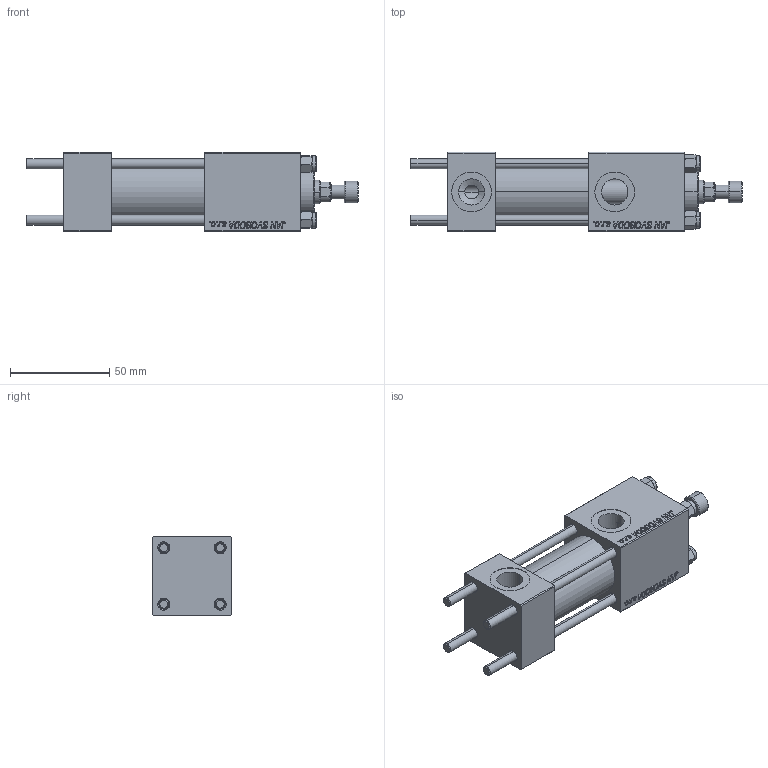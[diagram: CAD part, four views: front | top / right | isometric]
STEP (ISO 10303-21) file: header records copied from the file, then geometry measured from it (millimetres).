
FILE_DESCRIPTION (( 'STEP AP203' ), '1' );
FILE_NAME ('8db6.STEP', '2022-04-16T11:21:21', ( '' ), ( '' ), 'SwSTEP 2.0', 'SolidWorks 2019', '' );
FILE_SCHEMA (( 'CONFIG_CONTROL_DESIGN' ));
Length unit declared in the file: millimetre
Products named in the file (7): NUT_M5 e9c9e657dbfde2e84ba289694036ee71; V215CR_BODY_A e9c9e657dbfde2e84ba289694036ee71; CR025_012_A_0_G_A_G_M_020_+#_##_TYCINKA e9c9e657dbfde2e84ba289694036ee71; V215CR_VCP e9c9e657dbfde2e84ba289694036ee71; V215_VC_A e9c9e657dbfde2e84ba289694036ee71; 8db6; V215CR_ROD_END_F e9c9e657dbfde2e84ba289694036ee71
Assembly tree (12 placements, depth 2):
  8db6
    V215CR_BODY_A e9c9e657dbfde2e84ba289694036ee71
    CR025_012_A_0_G_A_G_M_020_+#_##_TYCINKA e9c9e657dbfde2e84ba289694036ee71  x4
    NUT_M5 e9c9e657dbfde2e84ba289694036ee71  x4
    V215CR_VCP e9c9e657dbfde2e84ba289694036ee71
    V215_VC_A e9c9e657dbfde2e84ba289694036ee71
    V215CR_ROD_END_F e9c9e657dbfde2e84ba289694036ee71
Bounding box: 167 x 40 x 40 mm (x, y, z)
Volume: 145714.9 mm3; surface area: 59565.8 mm2
Topology: 12 solids, 12 shells, 1151 faces, 2885 edges, 1867 vertices
Faces by surface type: plane 523, bspline 392, cone 138, cylinder 86, torus 12
Entity records: 50422 total; most frequent: CARTESIAN_POINT 27117, ORIENTED_EDGE 5262, DIRECTION 3327, EDGE_CURVE 2631, VERTEX_POINT 1723, VECTOR 1589, LINE 1589, EDGE_LOOP 1160
